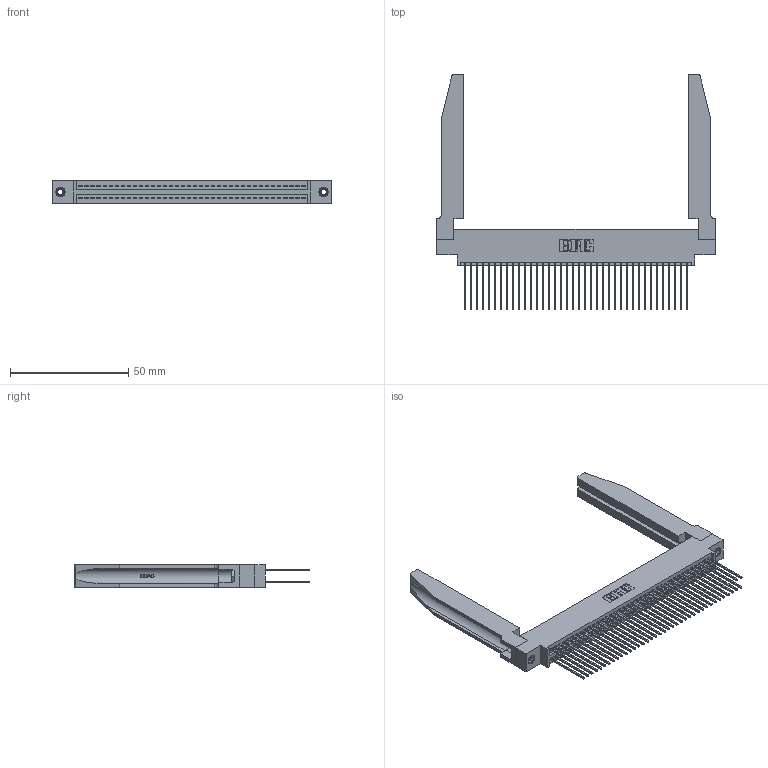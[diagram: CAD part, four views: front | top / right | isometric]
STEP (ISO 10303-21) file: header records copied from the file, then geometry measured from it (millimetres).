
FILE_DESCRIPTION (( 'STEP AP203' ), '1' );
FILE_NAME ('345-076-541-878.STEP', '2019-10-31T12:48:45', ( '' ), ( '' ), 'SwSTEP 2.0', 'SolidWorks 2016', '' );
FILE_SCHEMA (( 'CONFIG_CONTROL_DESIGN' ));
Length unit declared in the file: inch
Products named in the file (5): 345 Part_0.170 Offset - 0.156 Dia-TH; 345-250-001_345-250-001-102; 345-220-078_345-220-078; 345-292-001_345-293-141; 345-076-541-878
Assembly tree (81 placements, depth 2):
  345-076-541-878
    345 Part_0.170 Offset - 0.156 Dia-TH
    345-292-001_345-293-141  x76
    345-250-001_345-250-001-102  x2
    345-220-078_345-220-078  x2
Bounding box: 117.75 x 99.24 x 9.4 mm (x, y, z)
Volume: 19494.7 mm3; surface area: 26284.6 mm2
Topology: 81 solids, 81 shells, 4164 faces, 12285 edges, 8078 vertices
Faces by surface type: plane 2734, cylinder 1378, bspline 36, cone 12, torus 4
Entity records: 35244 total; most frequent: CARTESIAN_POINT 6831, ORIENTED_EDGE 5662, DIRECTION 5021, EDGE_CURVE 2831, VECTOR 2453, LINE 2453, VERTEX_POINT 1880, AXIS2_PLACEMENT_3D 1284
